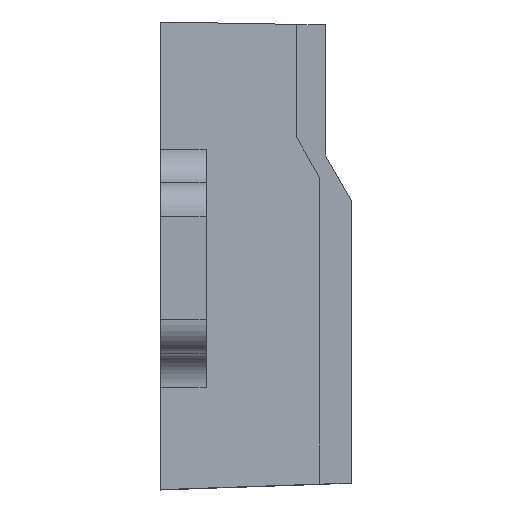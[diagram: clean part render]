
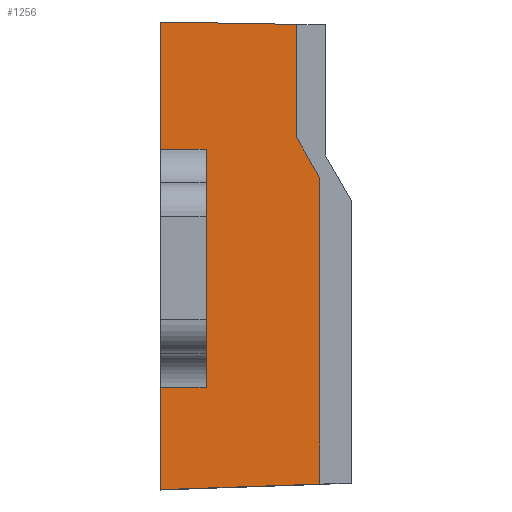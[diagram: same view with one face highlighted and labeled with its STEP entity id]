
A CAD part, top view. The second image highlights one B-rep face of the part: STEP entity #1256.
In plain terms, the highlighted planar face has unit normal (0.035, 0, 0.999).
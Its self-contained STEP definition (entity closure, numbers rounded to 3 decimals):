
#323=DIRECTION('',(0.999,-0.017,-0.035));
#324=VECTOR('',#323,12.009);
#325=CARTESIAN_POINT('',(0.,21.7,8.75));
#326=LINE('',#325,#324);
#347=DIRECTION('',(0.,-1.,0.));
#348=VECTOR('',#347,20.999);
#349=CARTESIAN_POINT('',(4.,10.5,8.61));
#350=LINE('',#349,#348);
#351=DIRECTION('',(0.,1.,0.));
#352=VECTOR('',#351,10.002);
#353=CARTESIAN_POINT('',(12.,11.489,8.331));
#354=LINE('',#353,#352);
#355=DIRECTION('',(-0.5,0.866,0.017));
#356=VECTOR('',#355,4.001);
#357=CARTESIAN_POINT('',(14.,8.025,8.261));
#358=LINE('',#357,#356);
#359=DIRECTION('',(0.999,0.,-0.035));
#360=VECTOR('',#359,4.002);
#361=CARTESIAN_POINT('',(0.,-10.5,8.75));
#362=LINE('',#361,#360);
#425=DIRECTION('',(-0.999,0.,0.035));
#426=VECTOR('',#425,4.002);
#427=CARTESIAN_POINT('',(4.,10.5,8.61));
#428=LINE('',#427,#426);
#433=DIRECTION('',(0.,1.,0.));
#434=VECTOR('',#433,9.);
#435=CARTESIAN_POINT('',(0.,-19.5,8.75));
#436=LINE('',#435,#434);
#493=DIRECTION('',(0.,1.,0.));
#494=VECTOR('',#493,11.2);
#495=CARTESIAN_POINT('',(0.,10.5,8.75));
#496=LINE('',#495,#494);
#589=DIRECTION('',(-0.999,-0.035,0.035));
#590=VECTOR('',#589,14.017);
#591=CARTESIAN_POINT('',(14.,-19.011,8.261));
#592=LINE('',#591,#590);
#665=DIRECTION('',(0.,-1.,0.));
#666=VECTOR('',#665,27.036);
#667=CARTESIAN_POINT('',(14.,8.025,8.261));
#668=LINE('',#667,#666);
#1007=CARTESIAN_POINT('',(0.,21.7,8.75));
#1008=CARTESIAN_POINT('',(12.,21.491,8.331));
#1009=VERTEX_POINT('',#1007);
#1010=VERTEX_POINT('',#1008);
#1011=CARTESIAN_POINT('',(0.,-19.5,8.75));
#1012=CARTESIAN_POINT('',(0.,-10.5,
8.75));
#1013=VERTEX_POINT('',#1011);
#1014=VERTEX_POINT('',#1012);
#1034=CARTESIAN_POINT('',(0.,10.5,8.75));
#1035=VERTEX_POINT('',#1034);
#1036=CARTESIAN_POINT('',(12.,11.489,8.331));
#1037=VERTEX_POINT('',#1036);
#1040=CARTESIAN_POINT('',(14.,-19.011,8.261));
#1041=VERTEX_POINT('',#1040);
#1056=CARTESIAN_POINT('',(4.,-10.5,8.61));
#1057=VERTEX_POINT('',#1056);
#1066=CARTESIAN_POINT('',(4.,10.5,8.61));
#1067=VERTEX_POINT('',#1066);
#1068=CARTESIAN_POINT('',(14.,8.025,8.261));
#1069=VERTEX_POINT('',#1068);
#1230=CARTESIAN_POINT('',(0.,23.3,8.75));
#1231=DIRECTION('',(0.035,0.,0.999));
#1232=DIRECTION('',(0.,-1.,0.));
#1233=AXIS2_PLACEMENT_3D('',#1230,#1231,#1232);
#1234=PLANE('',#1233);
#1236=ORIENTED_EDGE('',*,*,#1235,.T.);
#1238=ORIENTED_EDGE('',*,*,#1237,.F.);
#1240=ORIENTED_EDGE('',*,*,#1239,.T.);
#1242=ORIENTED_EDGE('',*,*,#1241,.T.);
#1243=ORIENTED_EDGE('',*,*,#1211,.T.);
#1245=ORIENTED_EDGE('',*,*,#1244,.F.);
#1247=ORIENTED_EDGE('',*,*,#1246,.F.);
#1249=ORIENTED_EDGE('',*,*,#1248,.T.);
#1251=ORIENTED_EDGE('',*,*,#1250,.T.);
#1253=ORIENTED_EDGE('',*,*,#1252,.T.);
#1254=EDGE_LOOP('',(#1236,#1238,#1240,#1242,#1243,#1245,#1247,#1249,#1251,
#1253));
#1255=FACE_OUTER_BOUND('',#1254,.F.);
#1211=EDGE_CURVE('',#1009,#1010,#326,.T.);
#1235=EDGE_CURVE('',#1014,#1057,#362,.T.);
#1237=EDGE_CURVE('',#1067,#1057,#350,.T.);
#1239=EDGE_CURVE('',#1067,#1035,#428,.T.);
#1241=EDGE_CURVE('',#1035,#1009,#496,.T.);
#1244=EDGE_CURVE('',#1037,#1010,#354,.T.);
#1246=EDGE_CURVE('',#1069,#1037,#358,.T.);
#1248=EDGE_CURVE('',#1069,#1041,#668,.T.);
#1250=EDGE_CURVE('',#1041,#1013,#592,.T.);
#1252=EDGE_CURVE('',#1013,#1014,#436,.T.);
#1256=ADVANCED_FACE('',(#1255),#1234,.T.);
